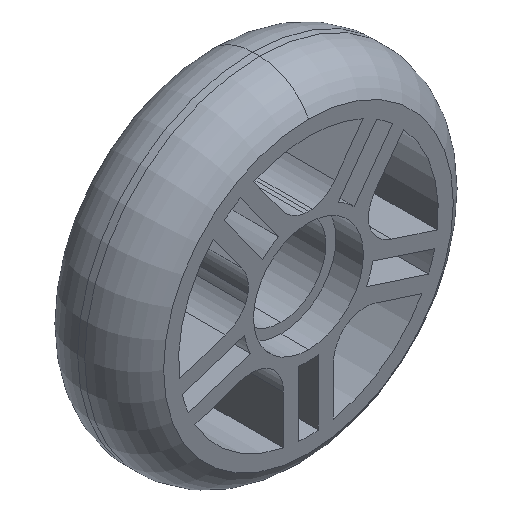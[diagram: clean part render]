
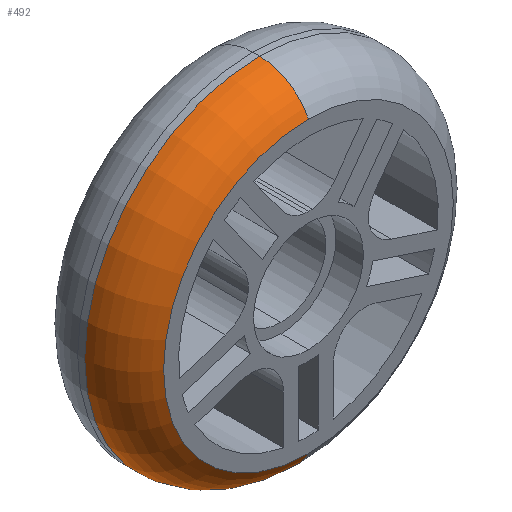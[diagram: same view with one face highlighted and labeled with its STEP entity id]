
A CAD part, isometric view. The second image highlights one B-rep face of the part: STEP entity #492.
In plain terms, the highlighted toroidal (fillet/blend) face has major radius 24 mm and minor radius 11 mm.
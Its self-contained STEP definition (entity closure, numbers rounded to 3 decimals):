
#28 = CARTESIAN_POINT ( 'NONE',  ( 0., -0.702, 0. ) ) ;
#67 = ORIENTED_EDGE ( 'NONE', *, *, #2041, .T. ) ;
#83 = CARTESIAN_POINT ( 'NONE',  ( 0., -10.5, 29. ) ) ;
#235 = DIRECTION ( 'NONE',  ( 0., 0., -1. ) ) ;
#258 = ORIENTED_EDGE ( 'NONE', *, *, #263, .F. ) ;
#263 = EDGE_CURVE ( 'NONE', #744, #969, #1123, .T. ) ;
#264 = DIRECTION ( 'NONE',  ( 0., 0., -1. ) ) ;
#279 = ORIENTED_EDGE ( 'NONE', *, *, #2323, .T. ) ;
#358 = CARTESIAN_POINT ( 'NONE',  ( 0., -10.5, -29. ) ) ;
#373 = CIRCLE ( 'NONE', #1100, 11. ) ;
#488 = CARTESIAN_POINT ( 'NONE',  ( 0., -0.702, -35. ) ) ;
#492 = ADVANCED_FACE ( 'NONE', ( #1145 ), #768, .T. ) ;
#532 = DIRECTION ( 'NONE',  ( 0., 1., 0. ) ) ;
#599 = EDGE_LOOP ( 'NONE', ( #258, #1588, #279, #67 ) ) ;
#639 = DIRECTION ( 'NONE',  ( 0., 1., 0. ) ) ;
#744 = VERTEX_POINT ( 'NONE', #1613 ) ;
#768 = TOROIDAL_SURFACE ( 'NONE', #1278, 24., 11. ) ;
#952 = CARTESIAN_POINT ( 'NONE',  ( 0., -0.702, -24. ) ) ;
#969 = VERTEX_POINT ( 'NONE', #83 ) ;
#970 = CARTESIAN_POINT ( 'NONE',  ( 0., -10.5, 0. ) ) ;
#1026 = DIRECTION ( 'NONE',  ( 1., 0., 0. ) ) ;
#1034 = AXIS2_PLACEMENT_3D ( 'NONE', #1441, #532, #1792 ) ;
#1100 = AXIS2_PLACEMENT_3D ( 'NONE', #952, #1469, #2195 ) ;
#1123 = CIRCLE ( 'NONE', #1201, 11. ) ;
#1145 = FACE_OUTER_BOUND ( 'NONE', #599, .T. ) ;
#1184 = VERTEX_POINT ( 'NONE', #488 ) ;
#1201 = AXIS2_PLACEMENT_3D ( 'NONE', #1526, #1026, #264 ) ;
#1278 = AXIS2_PLACEMENT_3D ( 'NONE', #28, #1311, #235 ) ;
#1311 = DIRECTION ( 'NONE',  ( 0., -1., 0. ) ) ;
#1441 = CARTESIAN_POINT ( 'NONE',  ( 0., -0.702, 0. ) ) ;
#1469 = DIRECTION ( 'NONE',  ( -1., 0., 0. ) ) ;
#1526 = CARTESIAN_POINT ( 'NONE',  ( 0., -0.702, 24. ) ) ;
#1588 = ORIENTED_EDGE ( 'NONE', *, *, #1597, .F. ) ;
#1597 = EDGE_CURVE ( 'NONE', #1184, #744, #2058, .T. ) ;
#1613 = CARTESIAN_POINT ( 'NONE',  ( 0., -0.702, 35. ) ) ;
#1670 = AXIS2_PLACEMENT_3D ( 'NONE', #970, #639, #2250 ) ;
#1767 = VERTEX_POINT ( 'NONE', #358 ) ;
#1792 = DIRECTION ( 'NONE',  ( 0., 0., -1. ) ) ;
#1932 = CIRCLE ( 'NONE', #1670, 29. ) ;
#2041 = EDGE_CURVE ( 'NONE', #1767, #969, #1932, .T. ) ;
#2058 = CIRCLE ( 'NONE', #1034, 35. ) ;
#2195 = DIRECTION ( 'NONE',  ( 0., 0., 1. ) ) ;
#2250 = DIRECTION ( 'NONE',  ( 0., 0., 1. ) ) ;
#2323 = EDGE_CURVE ( 'NONE', #1184, #1767, #373, .T. ) ;
